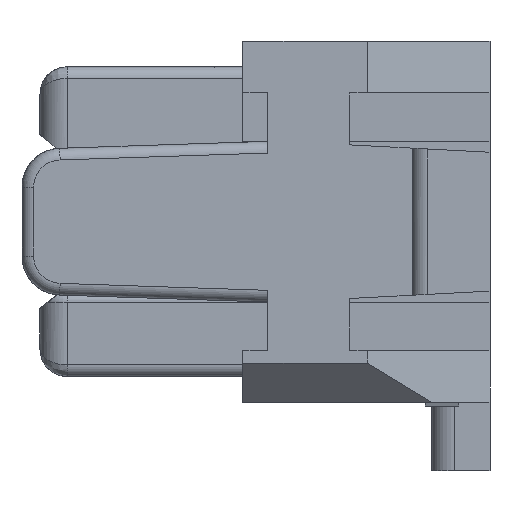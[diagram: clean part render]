
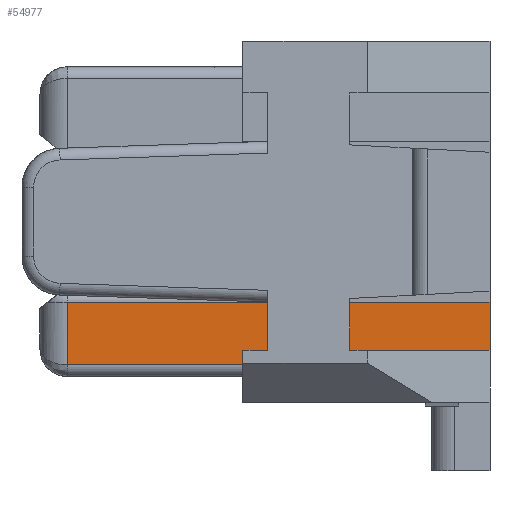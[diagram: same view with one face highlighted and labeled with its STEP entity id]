
A CAD part, front view. The second image highlights one B-rep face of the part: STEP entity #54977.
In plain terms, the highlighted planar face has unit normal (0, -1, 0).
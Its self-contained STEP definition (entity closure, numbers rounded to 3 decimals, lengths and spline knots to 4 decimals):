
#1910 = FACE_OUTER_BOUND ( 'NONE', #51870, .T. ) ;
#2724 = CARTESIAN_POINT ( 'NONE',  ( 0.35, -16.15, -1.03 ) ) ;
#2862 = VERTEX_POINT ( 'NONE', #20003 ) ;
#3569 = VECTOR ( 'NONE', #9082, 1000. ) ;
#3762 = EDGE_CURVE ( 'NONE', #2862, #40496, #34189, .T. ) ;
#4793 = CARTESIAN_POINT ( 'NONE',  ( 2.6, -16.15, -1.835 ) ) ;
#4999 = VERTEX_POINT ( 'NONE', #58527 ) ;
#5219 = LINE ( 'NONE', #9974, #3569 ) ;
#5237 = EDGE_CURVE ( 'NONE', #21642, #4999, #5624, .T. ) ;
#5512 = ORIENTED_EDGE ( 'NONE', *, *, #45578, .T. ) ;
#5624 = LINE ( 'NONE', #42940, #49592 ) ;
#6987 = CARTESIAN_POINT ( 'NONE',  ( 5.77, -16.15, -1.03 ) ) ;
#7560 = VECTOR ( 'NONE', #11078, 1000. ) ;
#8320 = ORIENTED_EDGE ( 'NONE', *, *, #36140, .F. ) ;
#8548 = ORIENTED_EDGE ( 'NONE', *, *, #5237, .T. ) ;
#9082 = DIRECTION ( 'NONE',  ( 1., 0., 0. ) ) ;
#9489 = PLANE ( 'NONE',  #15549 ) ;
#9974 = CARTESIAN_POINT ( 'NONE',  ( 0.35, -16.15, -1.03 ) ) ;
#11078 = DIRECTION ( 'NONE',  ( 0., 0., -1. ) ) ;
#11262 = EDGE_CURVE ( 'NONE', #40496, #21642, #15595, .T. ) ;
#11391 = VECTOR ( 'NONE', #31493, 1000. ) ;
#13908 = CARTESIAN_POINT ( 'NONE',  ( 2.6, -16.15, -1.835 ) ) ;
#15219 = ORIENTED_EDGE ( 'NONE', *, *, #3762, .T. ) ;
#15549 = AXIS2_PLACEMENT_3D ( 'NONE', #59075, #40330, #66097 ) ;
#15595 = LINE ( 'NONE', #4793, #59581 ) ;
#17321 = CARTESIAN_POINT ( 'NONE',  ( 0.35, -16.15, -1.03 ) ) ;
#17536 = CARTESIAN_POINT ( 'NONE',  ( 5.77, -16.15, -1.03 ) ) ;
#20003 = CARTESIAN_POINT ( 'NONE',  ( 0.35, -16.15, -1.835 ) ) ;
#21642 = VERTEX_POINT ( 'NONE', #45002 ) ;
#22874 = EDGE_CURVE ( 'NONE', #25641, #4999, #49845, .T. ) ;
#24801 = DIRECTION ( 'NONE',  ( 1., 0., 0. ) ) ;
#25393 = ORIENTED_EDGE ( 'NONE', *, *, #46414, .F. ) ;
#25433 = DIRECTION ( 'NONE',  ( 0., 0., -1. ) ) ;
#25550 = ORIENTED_EDGE ( 'NONE', *, *, #11262, .T. ) ;
#25641 = VERTEX_POINT ( 'NONE', #6987 ) ;
#31493 = DIRECTION ( 'NONE',  ( 1., 0., 0. ) ) ;
#32336 = VERTEX_POINT ( 'NONE', #2724 ) ;
#34189 = LINE ( 'NONE', #55905, #11391 ) ;
#34597 = LINE ( 'NONE', #55126, #56767 ) ;
#36100 = VERTEX_POINT ( 'NONE', #49650 ) ;
#36140 = EDGE_CURVE ( 'NONE', #36100, #25641, #34597, .T. ) ;
#38450 = ORIENTED_EDGE ( 'NONE', *, *, #22874, .F. ) ;
#40330 = DIRECTION ( 'NONE',  ( 0., 1., 0. ) ) ;
#40496 = VERTEX_POINT ( 'NONE', #13908 ) ;
#41463 = VECTOR ( 'NONE', #25433, 1000. ) ;
#42940 = CARTESIAN_POINT ( 'NONE',  ( 2.6, -16.15, -1.65 ) ) ;
#45002 = CARTESIAN_POINT ( 'NONE',  ( 2.6, -16.15, -1.65 ) ) ;
#45578 = EDGE_CURVE ( 'NONE', #32336, #2862, #61670, .T. ) ;
#46414 = EDGE_CURVE ( 'NONE', #32336, #36100, #5219, .T. ) ;
#49592 = VECTOR ( 'NONE', #53549, 1000. ) ;
#49650 = CARTESIAN_POINT ( 'NONE',  ( 2.6, -16.15, -1.03 ) ) ;
#49845 = LINE ( 'NONE', #17536, #7560 ) ;
#51870 = EDGE_LOOP ( 'NONE', ( #5512, #15219, #25550, #8548, #38450, #8320, #25393 ) ) ;
#53549 = DIRECTION ( 'NONE',  ( 1., 0., 0. ) ) ;
#54977 = ADVANCED_FACE ( 'NONE', ( #1910 ), #9489, .F. ) ;
#55126 = CARTESIAN_POINT ( 'NONE',  ( 2.6, -16.15, -1.03 ) ) ;
#55905 = CARTESIAN_POINT ( 'NONE',  ( 0.35, -16.15, -1.835 ) ) ;
#56116 = DIRECTION ( 'NONE',  ( 0., 0., 1. ) ) ;
#56767 = VECTOR ( 'NONE', #24801, 1000. ) ;
#58527 = CARTESIAN_POINT ( 'NONE',  ( 5.77, -16.15, -1.65 ) ) ;
#59075 = CARTESIAN_POINT ( 'NONE',  ( 0., -16.15, 0. ) ) ;
#59581 = VECTOR ( 'NONE', #56116, 1000. ) ;
#61670 = LINE ( 'NONE', #17321, #41463 ) ;
#66097 = DIRECTION ( 'NONE',  ( 1., 0., 0. ) ) ;
